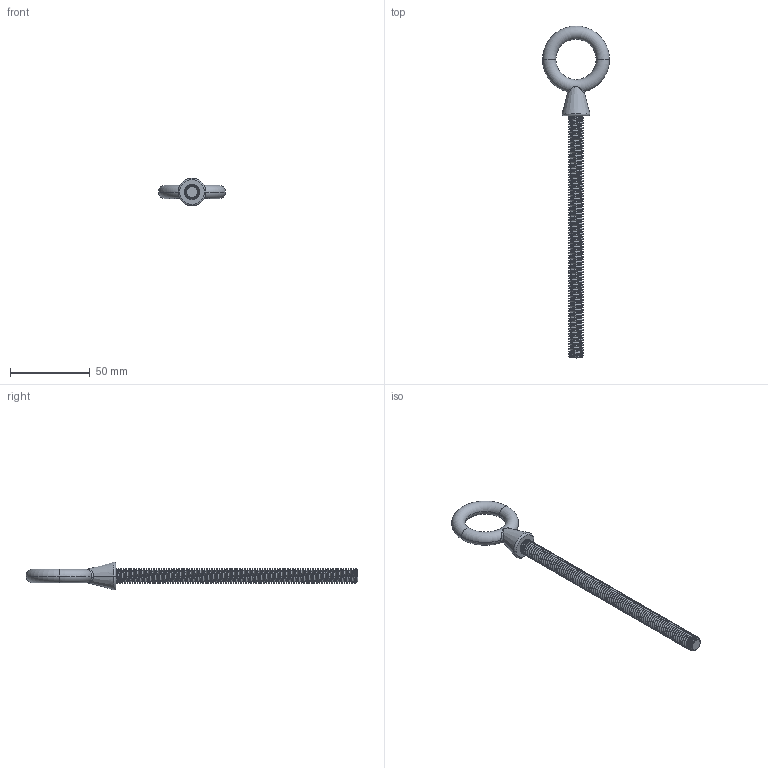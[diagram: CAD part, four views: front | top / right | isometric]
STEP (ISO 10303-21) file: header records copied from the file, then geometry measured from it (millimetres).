
FILE_DESCRIPTION (( 'STEP AP203' ), '1' );
FILE_NAME ('3014T974.step', '2014-05-12T19:39:42', ( 't2jrg' ), ( '' ), 'SwSTEP 2.0', 'SolidWorks 2010', '' );
FILE_SCHEMA (( 'CONFIG_CONTROL_DESIGN' ));
Length unit declared in the file: inch
Products named in the file (1): 3014T974
Bounding box: 42.07 x 208.76 x 17.46 mm (x, y, z)
Volume: 16850.5 mm3; surface area: 10694.8 mm2
Topology: 1 solids, 1 shells, 210 faces, 620 edges, 411 vertices
Faces by surface type: cylinder 192, torus 6, bspline 5, cone 5, plane 2
Entity records: 18819 total; most frequent: CARTESIAN_POINT 14317, ORIENTED_EDGE 1240, DIRECTION 652, EDGE_CURVE 620, VERTEX_POINT 411, AXIS2_PLACEMENT_3D 228, EDGE_LOOP 211, FACE_OUTER_BOUND 210
